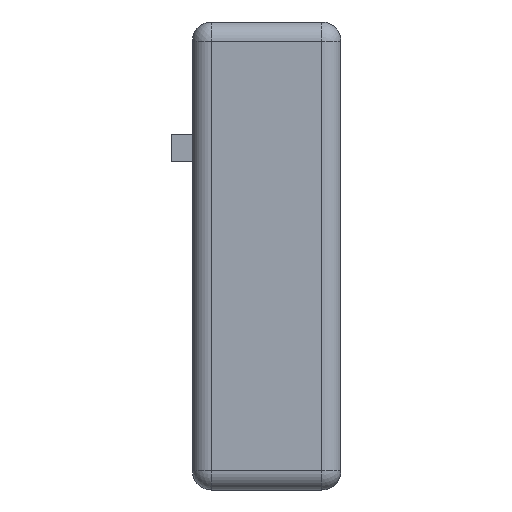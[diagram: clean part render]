
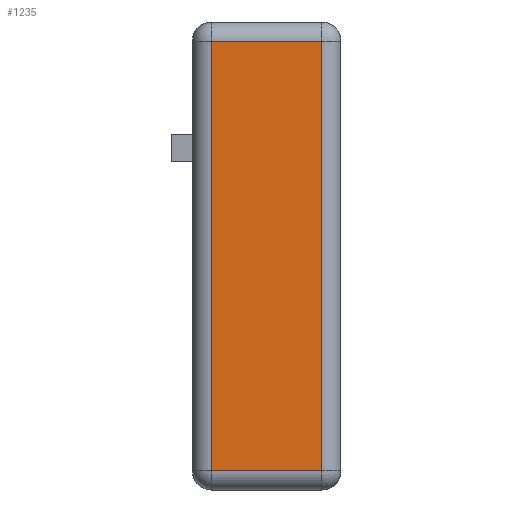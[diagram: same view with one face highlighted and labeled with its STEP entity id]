
A CAD part, left-side view. The second image highlights one B-rep face of the part: STEP entity #1235.
In plain terms, the highlighted planar face has unit normal (-1, 0, 0).
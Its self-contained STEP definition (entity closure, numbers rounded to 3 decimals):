
#541=DIRECTION('',(0.,0.,1.));
#542=VECTOR('',#541,44.5);
#543=CARTESIAN_POINT('',(-31.75,13.4,-22.25));
#544=LINE('',#543,#542);
#545=DIRECTION('',(0.,-1.,0.));
#546=VECTOR('',#545,11.4);
#547=CARTESIAN_POINT('',(-31.75,13.4,22.25));
#548=LINE('',#547,#546);
#549=DIRECTION('',(0.,0.,-1.));
#550=VECTOR('',#549,44.5);
#551=CARTESIAN_POINT('',(-31.75,2.,22.25));
#552=LINE('',#551,#550);
#553=DIRECTION('',(0.,-1.,0.));
#554=VECTOR('',#553,11.4);
#555=CARTESIAN_POINT('',(-31.75,13.4,-22.25));
#556=LINE('',#555,#554);
#809=CARTESIAN_POINT('',(-31.75,13.4,-22.25));
#810=CARTESIAN_POINT('',(-31.75,13.4,22.25));
#811=VERTEX_POINT('',#809);
#812=VERTEX_POINT('',#810);
#815=CARTESIAN_POINT('',(-31.75,2.,-22.25));
#816=VERTEX_POINT('',#815);
#819=CARTESIAN_POINT('',(-31.75,2.,22.25));
#820=VERTEX_POINT('',#819);
#1222=CARTESIAN_POINT('',(-31.75,0.,-24.25));
#1223=DIRECTION('',(-1.,0.,0.));
#1224=DIRECTION('',(0.,0.,1.));
#1225=AXIS2_PLACEMENT_3D('',#1222,#1223,#1224);
#1226=PLANE('',#1225);
#1227=ORIENTED_EDGE('',*,*,#1212,.T.);
#1228=ORIENTED_EDGE('',*,*,#1160,.T.);
#1230=ORIENTED_EDGE('',*,*,#1229,.T.);
#1232=ORIENTED_EDGE('',*,*,#1231,.F.);
#1233=EDGE_LOOP('',(#1227,#1228,#1230,#1232));
#1234=FACE_OUTER_BOUND('',#1233,.F.);
#1235=ADVANCED_FACE('',(#1234),#1226,.T.);
#1160=EDGE_CURVE('',#812,#820,#548,.T.);
#1212=EDGE_CURVE('',#811,#812,#544,.T.);
#1229=EDGE_CURVE('',#820,#816,#552,.T.);
#1231=EDGE_CURVE('',#811,#816,#556,.T.);
